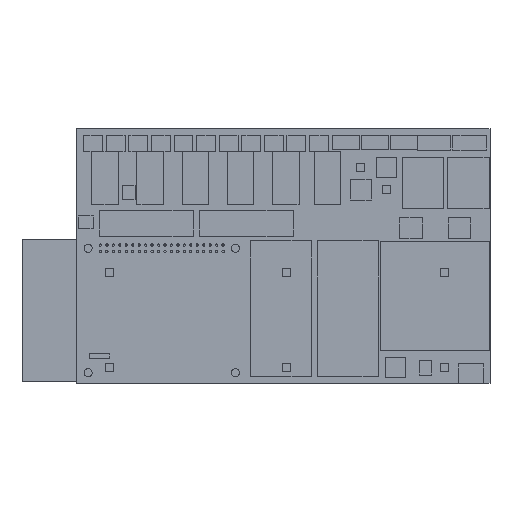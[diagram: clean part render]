
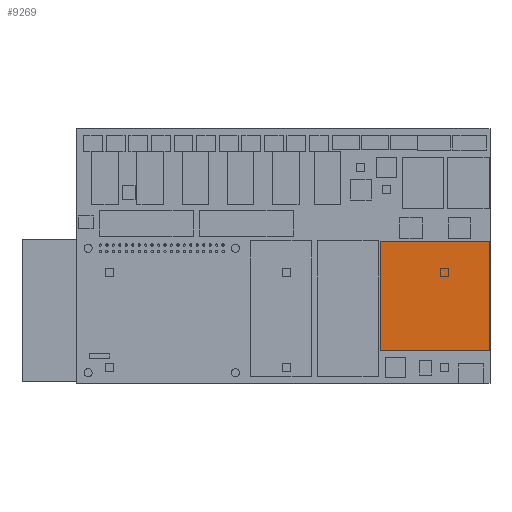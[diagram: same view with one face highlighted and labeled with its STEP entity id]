
A CAD part, top view. The second image highlights one B-rep face of the part: STEP entity #9269.
In plain terms, the highlighted planar face has unit normal (0, 0, 1).
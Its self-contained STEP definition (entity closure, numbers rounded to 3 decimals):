
#947=PLANE('',#10515);
#1358=FACE_OUTER_BOUND('',#2399,.T.);
#2399=EDGE_LOOP('',(#8098,#8099,#8100,#8101));
#2862=LINE('',#15477,#3369);
#2865=LINE('',#15483,#3372);
#2868=LINE('',#15489,#3375);
#2871=LINE('',#15493,#3378);
#3369=VECTOR('',#13058,10.);
#3372=VECTOR('',#13063,10.);
#3375=VECTOR('',#13068,10.);
#3378=VECTOR('',#13073,10.);
#4785=VERTEX_POINT('',#15474);
#4786=VERTEX_POINT('',#15476);
#4788=VERTEX_POINT('',#15482);
#4790=VERTEX_POINT('',#15488);
#5894=EDGE_CURVE('',#4786,#4785,#2862,.T.);
#5897=EDGE_CURVE('',#4788,#4786,#2865,.T.);
#5900=EDGE_CURVE('',#4790,#4788,#2868,.T.);
#5903=EDGE_CURVE('',#4785,#4790,#2871,.T.);
#8098=ORIENTED_EDGE('',*,*,#5903,.T.);
#8099=ORIENTED_EDGE('',*,*,#5900,.T.);
#8100=ORIENTED_EDGE('',*,*,#5897,.T.);
#8101=ORIENTED_EDGE('',*,*,#5894,.T.);
#9269=ADVANCED_FACE('',(#1358),#947,.T.);
#10515=AXIS2_PLACEMENT_3D('',#15494,#13074,#13075);
#13058=DIRECTION('',(-1.,0.,0.));
#13063=DIRECTION('',(0.,1.,0.));
#13068=DIRECTION('',(1.,0.,0.));
#13073=DIRECTION('',(0.,-1.,0.));
#13074=DIRECTION('center_axis',(0.,0.,1.));
#13075=DIRECTION('ref_axis',(1.,0.,0.));
#15474=CARTESIAN_POINT('',(-21.5,21.5,0.1));
#15476=CARTESIAN_POINT('',(21.5,21.5,0.1));
#15477=CARTESIAN_POINT('',(21.5,21.5,0.1));
#15482=CARTESIAN_POINT('',(21.5,-21.5,0.1));
#15483=CARTESIAN_POINT('',(21.5,-21.5,0.1));
#15488=CARTESIAN_POINT('',(-21.5,-21.5,0.1));
#15489=CARTESIAN_POINT('',(-21.5,-21.5,0.1));
#15493=CARTESIAN_POINT('',(-21.5,21.5,0.1));
#15494=CARTESIAN_POINT('Origin',(0.,0.,0.1));
